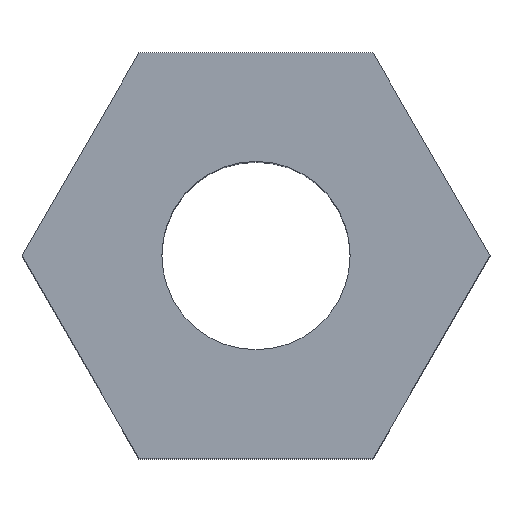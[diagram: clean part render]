
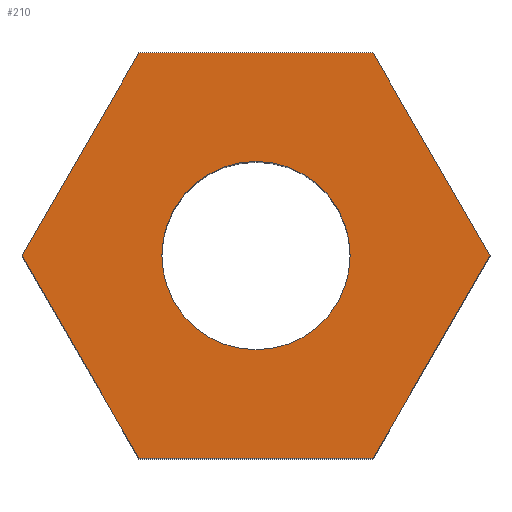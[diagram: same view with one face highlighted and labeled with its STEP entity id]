
A CAD part, top view. The second image highlights one B-rep face of the part: STEP entity #210.
In plain terms, the highlighted planar face has unit normal (0, 0, 1).
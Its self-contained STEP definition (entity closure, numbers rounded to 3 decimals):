
#43=CARTESIAN_POINT('',(0.,0.,8.));
#44=DIRECTION('',(0.,0.,-1.));
#45=DIRECTION('',(1.,0.,0.));
#46=AXIS2_PLACEMENT_3D('',#43,#44,#45);
#48=CARTESIAN_POINT('',(0.,0.,8.));
#49=DIRECTION('',(0.,0.,-1.));
#50=DIRECTION('',(-1.,0.,0.));
#51=AXIS2_PLACEMENT_3D('',#48,#49,#50);
#53=DIRECTION('',(-0.5,-0.866,0.));
#54=VECTOR('',#53,3.666);
#55=CARTESIAN_POINT('',(-1.833,3.175,8.));
#56=LINE('',#55,#54);
#57=DIRECTION('',(-1.,0.,0.));
#58=VECTOR('',#57,3.666);
#59=CARTESIAN_POINT('',(1.833,3.175,8.));
#60=LINE('',#59,#58);
#61=DIRECTION('',(-0.5,0.866,0.));
#62=VECTOR('',#61,3.666);
#63=CARTESIAN_POINT('',(3.666,0.,8.));
#64=LINE('',#63,#62);
#65=DIRECTION('',(0.5,0.866,0.));
#66=VECTOR('',#65,3.666);
#67=CARTESIAN_POINT('',(1.833,-3.175,8.));
#68=LINE('',#67,#66);
#69=DIRECTION('',(1.,0.,0.));
#70=VECTOR('',#69,3.666);
#71=CARTESIAN_POINT('',(-1.833,-3.175,8.));
#72=LINE('',#71,#70);
#73=DIRECTION('',(0.5,-0.866,0.));
#74=VECTOR('',#73,3.666);
#75=CARTESIAN_POINT('',(-3.666,0.,8.));
#76=LINE('',#75,#74);
#113=CARTESIAN_POINT('',(-1.833,3.175,8.));
#114=CARTESIAN_POINT('',(-3.666,0.,8.));
#115=VERTEX_POINT('',#113);
#116=VERTEX_POINT('',#114);
#117=CARTESIAN_POINT('',(-1.833,-3.175,8.));
#118=VERTEX_POINT('',#117);
#119=CARTESIAN_POINT('',(1.833,-3.175,8.));
#120=VERTEX_POINT('',#119);
#121=CARTESIAN_POINT('',(3.666,0.,8.));
#122=VERTEX_POINT('',#121);
#123=CARTESIAN_POINT('',(1.833,3.175,8.));
#124=VERTEX_POINT('',#123);
#129=CARTESIAN_POINT('',(1.475,0.,8.));
#130=CARTESIAN_POINT('',(-1.475,0.,8.));
#131=VERTEX_POINT('',#129);
#132=VERTEX_POINT('',#130);
#187=CARTESIAN_POINT('',(0.,0.,8.));
#188=DIRECTION('',(0.,0.,1.));
#189=DIRECTION('',(1.,0.,0.));
#190=AXIS2_PLACEMENT_3D('',#187,#188,#189);
#191=PLANE('',#190);
#193=ORIENTED_EDGE('',*,*,#192,.F.);
#195=ORIENTED_EDGE('',*,*,#194,.F.);
#197=ORIENTED_EDGE('',*,*,#196,.F.);
#199=ORIENTED_EDGE('',*,*,#198,.F.);
#201=ORIENTED_EDGE('',*,*,#200,.F.);
#203=ORIENTED_EDGE('',*,*,#202,.F.);
#204=EDGE_LOOP('',(#193,#195,#197,#199,#201,#203));
#205=FACE_OUTER_BOUND('',#204,.F.);
#206=ORIENTED_EDGE('',*,*,#167,.F.);
#207=ORIENTED_EDGE('',*,*,#181,.F.);
#208=EDGE_LOOP('',(#206,#207));
#209=FACE_BOUND('',#208,.F.);
#210=ADVANCED_FACE('',(#205,#209),#191,.T.);
#47=CIRCLE('',#46,1.475);
#52=CIRCLE('',#51,1.475);
#167=EDGE_CURVE('',#131,#132,#47,.T.);
#181=EDGE_CURVE('',#132,#131,#52,.T.);
#192=EDGE_CURVE('',#115,#116,#56,.T.);
#194=EDGE_CURVE('',#124,#115,#60,.T.);
#196=EDGE_CURVE('',#122,#124,#64,.T.);
#198=EDGE_CURVE('',#120,#122,#68,.T.);
#200=EDGE_CURVE('',#118,#120,#72,.T.);
#202=EDGE_CURVE('',#116,#118,#76,.T.);
